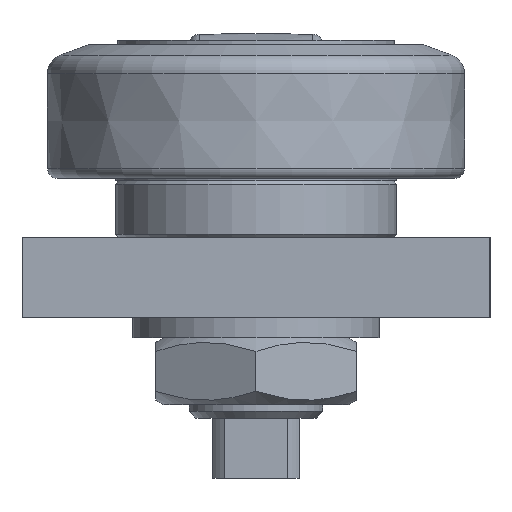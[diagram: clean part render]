
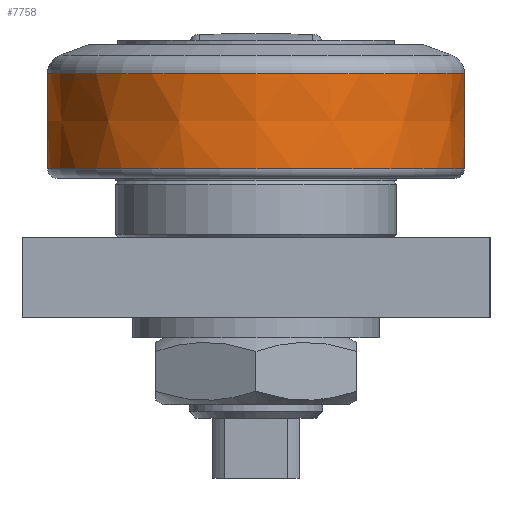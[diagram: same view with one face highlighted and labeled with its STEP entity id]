
A CAD part, left-side view. The second image highlights one B-rep face of the part: STEP entity #7758.
In plain terms, the highlighted free-form (B-spline) face has degree [2, 2] with [3, 9] control points.
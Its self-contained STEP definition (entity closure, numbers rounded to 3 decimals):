
#17=(
BOUNDED_SURFACE()
B_SPLINE_SURFACE(2,2,((#12783,#12784,#12785,#12786,#12787,#12788,#12789,
#12790,#12791),(#12792,#12793,#12794,#12795,#12796,#12797,#12798,#12799,
#12800),(#12801,#12802,#12803,#12804,#12805,#12806,#12807,#12808,#12809)),
 .UNSPECIFIED.,.F.,.T.,.F.)
B_SPLINE_SURFACE_WITH_KNOTS((3,3),(3,2,2,2,3),(-0.017,0.011),
(-3.142,-1.571,0.,1.571,3.142),
 .UNSPECIFIED.)
GEOMETRIC_REPRESENTATION_ITEM()
RATIONAL_B_SPLINE_SURFACE(((1.,0.707,1.,0.707,1.,
0.707,1.,0.707,1.),(1.,0.707,
1.,0.707,1.,0.707,
1.,0.707,1.),(1.,0.707,
1.,0.707,1.,0.707,1.,0.707,1.)))
REPRESENTATION_ITEM('')
SURFACE()
);
#482=FACE_OUTER_BOUND('',#927,.T.);
#927=EDGE_LOOP('',(#5351,#5352,#5353,#5354,#5355,#5356));
#1417=CIRCLE('',#8284,31.218);
#1418=CIRCLE('',#8285,31.218);
#1420=CIRCLE('',#8287,500.);
#1421=CIRCLE('',#8288,31.177);
#1422=CIRCLE('',#8289,31.177);
#3119=VERTEX_POINT('',#12777);
#3120=VERTEX_POINT('',#12779);
#3121=VERTEX_POINT('',#12810);
#3122=VERTEX_POINT('',#12812);
#3932=EDGE_CURVE('',#3119,#3120,#1417,.T.);
#3933=EDGE_CURVE('',#3120,#3119,#1418,.T.);
#3935=EDGE_CURVE('',#3119,#3121,#1420,.T.);
#3936=EDGE_CURVE('',#3122,#3121,#1421,.T.);
#3937=EDGE_CURVE('',#3121,#3122,#1422,.T.);
#5351=ORIENTED_EDGE('',*,*,#3933,.F.);
#5352=ORIENTED_EDGE('',*,*,#3932,.F.);
#5353=ORIENTED_EDGE('',*,*,#3935,.T.);
#5354=ORIENTED_EDGE('',*,*,#3936,.F.);
#5355=ORIENTED_EDGE('',*,*,#3937,.F.);
#5356=ORIENTED_EDGE('',*,*,#3935,.F.);
#7758=ADVANCED_FACE('',(#482),#17,.F.);
#8284=AXIS2_PLACEMENT_3D('',#12780,#9742,#9743);
#8285=AXIS2_PLACEMENT_3D('',#12781,#9744,#9745);
#8287=AXIS2_PLACEMENT_3D('',#12811,#9748,#9749);
#8288=AXIS2_PLACEMENT_3D('',#12813,#9750,#9751);
#8289=AXIS2_PLACEMENT_3D('',#12814,#9752,#9753);
#9742=DIRECTION('center_axis',(0.,0.,
1.));
#9743=DIRECTION('ref_axis',(1.,0.,0.));
#9744=DIRECTION('center_axis',(0.,0.,
1.));
#9745=DIRECTION('ref_axis',(1.,0.,0.));
#9748=DIRECTION('center_axis',(1.,0.,0.));
#9749=DIRECTION('ref_axis',(0.,-1.,0.));
#9750=DIRECTION('center_axis',(0.,0.,
-1.));
#9751=DIRECTION('ref_axis',(1.,0.,0.));
#9752=DIRECTION('center_axis',(0.,0.,
-1.));
#9753=DIRECTION('ref_axis',(1.,0.,0.));
#12777=CARTESIAN_POINT('',(-58.717,-26.705,16.52));
#12779=CARTESIAN_POINT('',(-89.935,4.513,16.52));
#12780=CARTESIAN_POINT('Origin',(-58.717,4.513,16.52));
#12781=CARTESIAN_POINT('Origin',(-58.717,4.513,16.52));
#12783=CARTESIAN_POINT('Ctrl Pts',(-58.717,-26.665,
2.324));
#12784=CARTESIAN_POINT('Ctrl Pts',(-27.54,-26.665,
2.324));
#12785=CARTESIAN_POINT('Ctrl Pts',(-27.54,4.513,2.324));
#12786=CARTESIAN_POINT('Ctrl Pts',(-27.54,35.69,2.324));
#12787=CARTESIAN_POINT('Ctrl Pts',(-58.717,35.69,2.324));
#12788=CARTESIAN_POINT('Ctrl Pts',(-89.895,35.69,2.324));
#12789=CARTESIAN_POINT('Ctrl Pts',(-89.895,4.513,2.324));
#12790=CARTESIAN_POINT('Ctrl Pts',(-89.895,-26.665,
2.324));
#12791=CARTESIAN_POINT('Ctrl Pts',(-58.717,-26.665,
2.324));
#12792=CARTESIAN_POINT('Ctrl Pts',(-58.717,-26.786,
9.422));
#12793=CARTESIAN_POINT('Ctrl Pts',(-27.419,-26.786,
9.422));
#12794=CARTESIAN_POINT('Ctrl Pts',(-27.419,4.513,9.422));
#12795=CARTESIAN_POINT('Ctrl Pts',(-27.419,35.811,9.422));
#12796=CARTESIAN_POINT('Ctrl Pts',(-58.717,35.811,9.422));
#12797=CARTESIAN_POINT('Ctrl Pts',(-90.016,35.811,9.422));
#12798=CARTESIAN_POINT('Ctrl Pts',(-90.016,4.513,9.422));
#12799=CARTESIAN_POINT('Ctrl Pts',(-90.016,-26.786,9.422));
#12800=CARTESIAN_POINT('Ctrl Pts',(-58.717,-26.786,
9.422));
#12801=CARTESIAN_POINT('Ctrl Pts',(-58.717,-26.705,
16.52));
#12802=CARTESIAN_POINT('Ctrl Pts',(-27.499,-26.705,
16.52));
#12803=CARTESIAN_POINT('Ctrl Pts',(-27.499,4.513,16.52));
#12804=CARTESIAN_POINT('Ctrl Pts',(-27.499,35.731,16.52));
#12805=CARTESIAN_POINT('Ctrl Pts',(-58.717,35.731,16.52));
#12806=CARTESIAN_POINT('Ctrl Pts',(-89.935,35.731,16.52));
#12807=CARTESIAN_POINT('Ctrl Pts',(-89.935,4.513,16.52));
#12808=CARTESIAN_POINT('Ctrl Pts',(-89.935,-26.705,
16.52));
#12809=CARTESIAN_POINT('Ctrl Pts',(-58.717,-26.705,
16.52));
#12810=CARTESIAN_POINT('',(-58.717,-26.665,2.324));
#12811=CARTESIAN_POINT('Origin',(-58.717,473.263,10.85));
#12812=CARTESIAN_POINT('',(-89.895,4.513,2.324));
#12813=CARTESIAN_POINT('Origin',(-58.717,4.513,2.324));
#12814=CARTESIAN_POINT('Origin',(-58.717,4.513,2.324));
